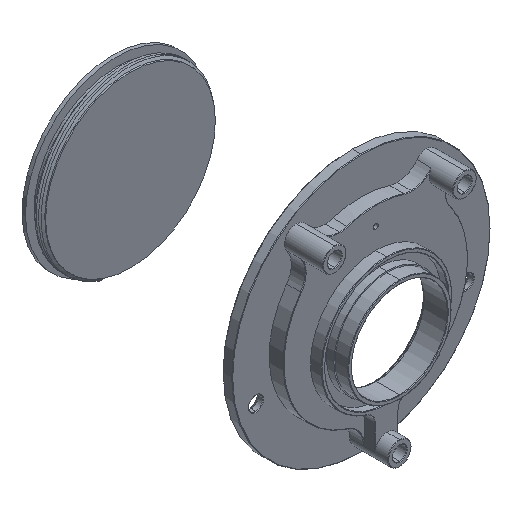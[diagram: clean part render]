
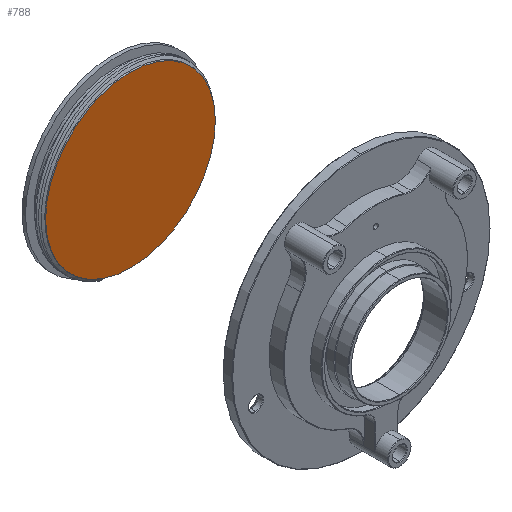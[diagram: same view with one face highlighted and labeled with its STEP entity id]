
A CAD part, isometric view. The second image highlights one B-rep face of the part: STEP entity #788.
In plain terms, the highlighted planar face has unit normal (0, -1, 0).
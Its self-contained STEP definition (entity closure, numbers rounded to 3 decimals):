
#506 = ORIENTED_EDGE ( 'NONE', *, *, #798, .F. ) ;
#507 = ORIENTED_EDGE ( 'NONE', *, *, #805, .F. ) ;
#519 = EDGE_LOOP ( 'NONE', ( #506, #507 ) ) ;
#788 = ADVANCED_FACE ( 'NONE', ( #3909 ), #3733, .F. ) ;
#798 = EDGE_CURVE ( 'NONE', #2291, #2292, #7561, .T. ) ;
#805 = EDGE_CURVE ( 'NONE', #2292, #2291, #7566, .T. ) ;
#2291 = VERTEX_POINT ( 'NONE', #6849 ) ;
#2292 = VERTEX_POINT ( 'NONE', #6850 ) ;
#3733 = PLANE ( 'NONE',  #7525 ) ;
#3734 = CARTESIAN_POINT ( 'NONE',  ( 0., -7.1, 0. ) ) ;
#3735 = DIRECTION ( 'NONE',  ( 0., 1., 0. ) ) ;
#3736 = DIRECTION ( 'NONE',  ( 0., 0., 1. ) ) ;
#3773 = CARTESIAN_POINT ( 'NONE',  ( 0., -7.1, 0. ) ) ;
#3774 = DIRECTION ( 'NONE',  ( 0., 1., 0. ) ) ;
#3775 = DIRECTION ( 'NONE',  ( 0., 0., 1. ) ) ;
#3803 = CARTESIAN_POINT ( 'NONE',  ( 0., -7.1, 0. ) ) ;
#3804 = DIRECTION ( 'NONE',  ( 0., 1., 0. ) ) ;
#3805 = DIRECTION ( 'NONE',  ( 0., 0., 1. ) ) ;
#3909 = FACE_OUTER_BOUND ( 'NONE', #519, .T. ) ;
#6849 = CARTESIAN_POINT ( 'NONE',  ( 0., -7.1, 34.5 ) ) ;
#6850 = CARTESIAN_POINT ( 'NONE',  ( 0., -7.1, -34.5 ) ) ;
#7525 = AXIS2_PLACEMENT_3D ( 'NONE', #3734, #3735, #3736 ) ;
#7561 = CIRCLE ( 'NONE', #7564, 34.5 ) ;
#7564 = AXIS2_PLACEMENT_3D ( 'NONE', #3773, #3774, #3775 ) ;
#7566 = CIRCLE ( 'NONE', #7568, 34.5 ) ;
#7568 = AXIS2_PLACEMENT_3D ( 'NONE', #3803, #3804, #3805 ) ;
